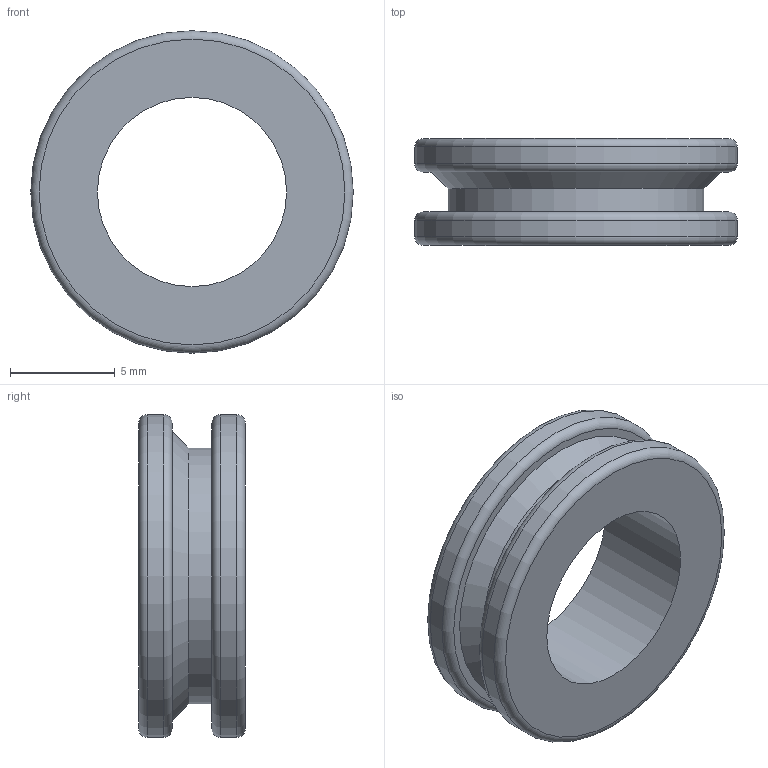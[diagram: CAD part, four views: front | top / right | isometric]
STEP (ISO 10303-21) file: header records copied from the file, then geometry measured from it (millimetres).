
FILE_DESCRIPTION(/* description */ (''),/* implementation_level */ '2;1');
FILE_NAME(/* name */ '.5 tpu grommet.stp',/* time_stamp */ '2025-03-24T17:47:38-04:00',/* author */ ('jmcintyr'),/* organization */ (''),/* preprocessor_version */ 'ST-DEVELOPER v19.2',/* originating_system */ 'Autodesk Inventor 2023',/* authorisation */ '');
FILE_SCHEMA (('AUTOMOTIVE_DESIGN { 1 0 10303 214 3 1 1 }'));
Length unit declared in the file: inch
Products named in the file (1): .5 tpu grommet
Bounding box: 15.37 x 5.08 x 15.37 mm (x, y, z)
Volume: 493 mm3; surface area: 700.7 mm2
Topology: 1 solids, 1 shells, 13 faces, 27 edges, 18 vertices
Faces by surface type: plane 4, cylinder 4, torus 4, cone 1
Full cylindrical faces by diameter (mm): 9.017 x1, 12.192 x1, 15.367 x2
Entity records: 412 total; most frequent: DIRECTION 77, CARTESIAN_POINT 59, ORIENTED_EDGE 54, AXIS2_PLACEMENT_3D 36, EDGE_CURVE 27, CIRCLE 22, VERTEX_POINT 18, EDGE_LOOP 17
